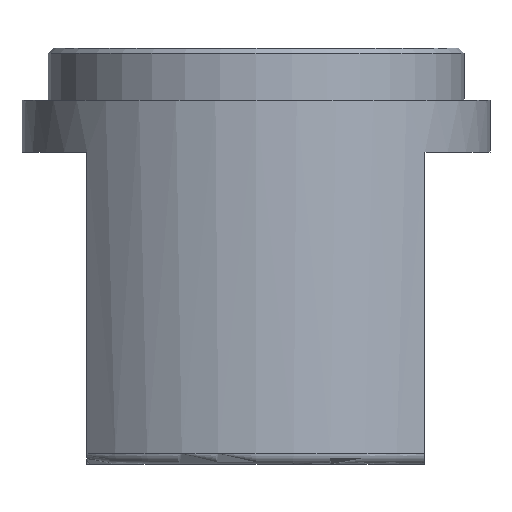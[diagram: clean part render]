
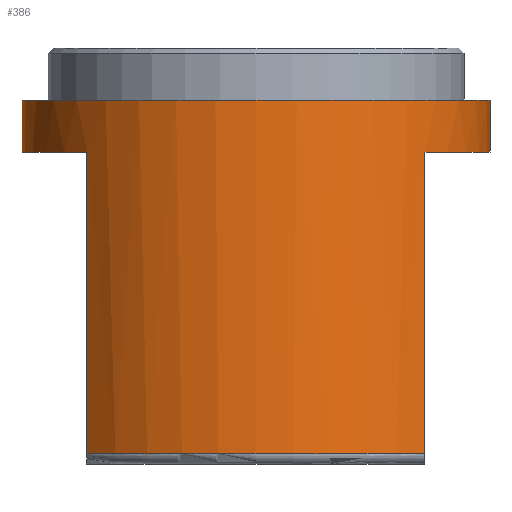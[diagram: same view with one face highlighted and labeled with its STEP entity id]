
A CAD part, front view. The second image highlights one B-rep face of the part: STEP entity #386.
In plain terms, the highlighted cylindrical face has radius 4.5 mm (diameter 9 mm), a partial arc.
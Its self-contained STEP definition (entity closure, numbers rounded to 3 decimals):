
#12 = CARTESIAN_POINT ( 'NONE',  ( 0., 0., 6. ) ) ;
#14 = DIRECTION ( 'NONE',  ( 0., 0., -1. ) ) ;
#44 = DIRECTION ( 'NONE',  ( -1., 0., 0. ) ) ;
#55 = VECTOR ( 'NONE', #927, 1000. ) ;
#76 = CARTESIAN_POINT ( 'NONE',  ( 4.5, 0., 7. ) ) ;
#82 = LINE ( 'NONE', #747, #170 ) ;
#105 = VECTOR ( 'NONE', #940, 1000. ) ;
#122 = DIRECTION ( 'NONE',  ( 0., 0., 1. ) ) ;
#137 = VERTEX_POINT ( 'NONE', #866 ) ;
#144 = AXIS2_PLACEMENT_3D ( 'NONE', #788, #122, #426 ) ;
#156 = EDGE_LOOP ( 'NONE', ( #473, #786, #819, #537, #228, #870, #464, #919 ) ) ;
#170 = VECTOR ( 'NONE', #14, 1000. ) ;
#195 = VERTEX_POINT ( 'NONE', #359 ) ;
#228 = ORIENTED_EDGE ( 'NONE', *, *, #648, .T. ) ;
#244 = EDGE_CURVE ( 'NONE', #325, #195, #280, .T. ) ;
#262 = CYLINDRICAL_SURFACE ( 'NONE', #804, 4.5 ) ;
#280 = CIRCLE ( 'NONE', #405, 4.5 ) ;
#283 = VERTEX_POINT ( 'NONE', #579 ) ;
#313 = DIRECTION ( 'NONE',  ( 0., 0., -1. ) ) ;
#317 = AXIS2_PLACEMENT_3D ( 'NONE', #318, #616, #897 ) ;
#318 = CARTESIAN_POINT ( 'NONE',  ( 0., 0., 7. ) ) ;
#325 = VERTEX_POINT ( 'NONE', #552 ) ;
#328 = LINE ( 'NONE', #629, #580 ) ;
#346 = LINE ( 'NONE', #641, #55 ) ;
#351 = DIRECTION ( 'NONE',  ( 0., 0., -1. ) ) ;
#359 = CARTESIAN_POINT ( 'NONE',  ( 3.25, -3.112, 6. ) ) ;
#386 = ADVANCED_FACE ( 'NONE', ( #844 ), #262, .T. ) ;
#405 = AXIS2_PLACEMENT_3D ( 'NONE', #571, #351, #44 ) ;
#426 = DIRECTION ( 'NONE',  ( 1., 0., 0. ) ) ;
#464 = ORIENTED_EDGE ( 'NONE', *, *, #939, .T. ) ;
#473 = ORIENTED_EDGE ( 'NONE', *, *, #851, .F. ) ;
#483 = DIRECTION ( 'NONE',  ( -1., 0., 0. ) ) ;
#494 = VERTEX_POINT ( 'NONE', #76 ) ;
#504 = VERTEX_POINT ( 'NONE', #949 ) ;
#517 = EDGE_CURVE ( 'NONE', #736, #504, #82, .T. ) ;
#537 = ORIENTED_EDGE ( 'NONE', *, *, #732, .F. ) ;
#552 = CARTESIAN_POINT ( 'NONE',  ( 4.5, 0., 6. ) ) ;
#571 = CARTESIAN_POINT ( 'NONE',  ( 0., 0., 6. ) ) ;
#579 = CARTESIAN_POINT ( 'NONE',  ( -3.25, -3.112, 0.2 ) ) ;
#580 = VECTOR ( 'NONE', #911, 1000. ) ;
#606 = VERTEX_POINT ( 'NONE', #950 ) ;
#610 = DIRECTION ( 'NONE',  ( -1., 0., 0. ) ) ;
#613 = CIRCLE ( 'NONE', #317, 4.5 ) ;
#616 = DIRECTION ( 'NONE',  ( 0., 0., 1. ) ) ;
#629 = CARTESIAN_POINT ( 'NONE',  ( 4.5, 0., 8. ) ) ;
#633 = DIRECTION ( 'NONE',  ( 0., 0., -1. ) ) ;
#641 = CARTESIAN_POINT ( 'NONE',  ( 3.25, -3.112, 8. ) ) ;
#648 = EDGE_CURVE ( 'NONE', #137, #283, #952, .T. ) ;
#650 = CIRCLE ( 'NONE', #144, 4.5 ) ;
#657 = CARTESIAN_POINT ( 'NONE',  ( -3.25, -3.112, 8. ) ) ;
#732 = EDGE_CURVE ( 'NONE', #137, #504, #894, .T. ) ;
#736 = VERTEX_POINT ( 'NONE', #893 ) ;
#747 = CARTESIAN_POINT ( 'NONE',  ( -4.5, 0., 8. ) ) ;
#762 = EDGE_CURVE ( 'NONE', #736, #494, #613, .T. ) ;
#780 = AXIS2_PLACEMENT_3D ( 'NONE', #12, #313, #610 ) ;
#786 = ORIENTED_EDGE ( 'NONE', *, *, #762, .F. ) ;
#788 = CARTESIAN_POINT ( 'NONE',  ( 0., 0., 0.2 ) ) ;
#804 = AXIS2_PLACEMENT_3D ( 'NONE', #925, #633, #483 ) ;
#819 = ORIENTED_EDGE ( 'NONE', *, *, #517, .T. ) ;
#844 = FACE_OUTER_BOUND ( 'NONE', #156, .T. ) ;
#851 = EDGE_CURVE ( 'NONE', #494, #325, #328, .T. ) ;
#866 = CARTESIAN_POINT ( 'NONE',  ( -3.25, -3.112, 6. ) ) ;
#870 = ORIENTED_EDGE ( 'NONE', *, *, #951, .T. ) ;
#893 = CARTESIAN_POINT ( 'NONE',  ( -4.5, 0., 7. ) ) ;
#894 = CIRCLE ( 'NONE', #780, 4.5 ) ;
#897 = DIRECTION ( 'NONE',  ( 1., 0., 0. ) ) ;
#911 = DIRECTION ( 'NONE',  ( 0., 0., -1. ) ) ;
#919 = ORIENTED_EDGE ( 'NONE', *, *, #244, .F. ) ;
#925 = CARTESIAN_POINT ( 'NONE',  ( 0., 0., 8. ) ) ;
#927 = DIRECTION ( 'NONE',  ( 0., 0., 1. ) ) ;
#939 = EDGE_CURVE ( 'NONE', #606, #195, #346, .T. ) ;
#940 = DIRECTION ( 'NONE',  ( 0., 0., -1. ) ) ;
#949 = CARTESIAN_POINT ( 'NONE',  ( -4.5, 0., 6. ) ) ;
#950 = CARTESIAN_POINT ( 'NONE',  ( 3.25, -3.112, 0.2 ) ) ;
#951 = EDGE_CURVE ( 'NONE', #283, #606, #650, .T. ) ;
#952 = LINE ( 'NONE', #657, #105 ) ;
